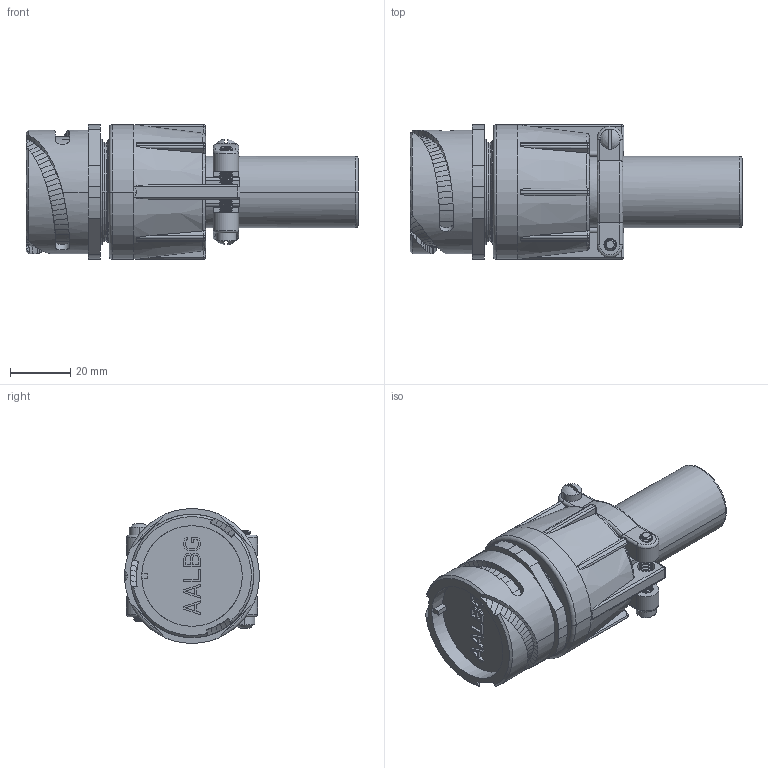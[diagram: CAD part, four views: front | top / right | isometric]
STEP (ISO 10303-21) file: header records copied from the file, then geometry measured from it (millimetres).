
FILE_DESCRIPTION((''),'2;1');
FILE_NAME('VG95234F-24_SW0001','2023-03-20T16:59:12',('paultorloting'),('NET AG system integration'),'CREO PARAMETRIC BY PTC INC, 2021404','CREO PARAMETRIC BY PTC INC, 2021404','');
FILE_SCHEMA(('AUTOMOTIVE_DESIGN { 1 0 10303 214 1 1 1 1 }'));
Products named in the file (1): VG95234F-24_SW0001
Bounding box: 109.95 x 44.65 x 44.65 mm (x, y, z)
Volume: 89254 mm3; surface area: 24630.6 mm2
Topology: 1 solids, 1 shells, 1006 faces, 2696 edges, 1704 vertices
Faces by surface type: plane 389, bspline 276, cylinder 245, cone 49, torus 31, sphere 16
Entity records: 59079 total; most frequent: CARTESIAN_POINT 30642, ORIENTED_EDGE 5392, DIRECTION 3641, EDGE_CURVE 2696, VERTEX_POINT 1704, VECTOR 1428, LINE 1428, AXIS2_PLACEMENT_3D 1105
